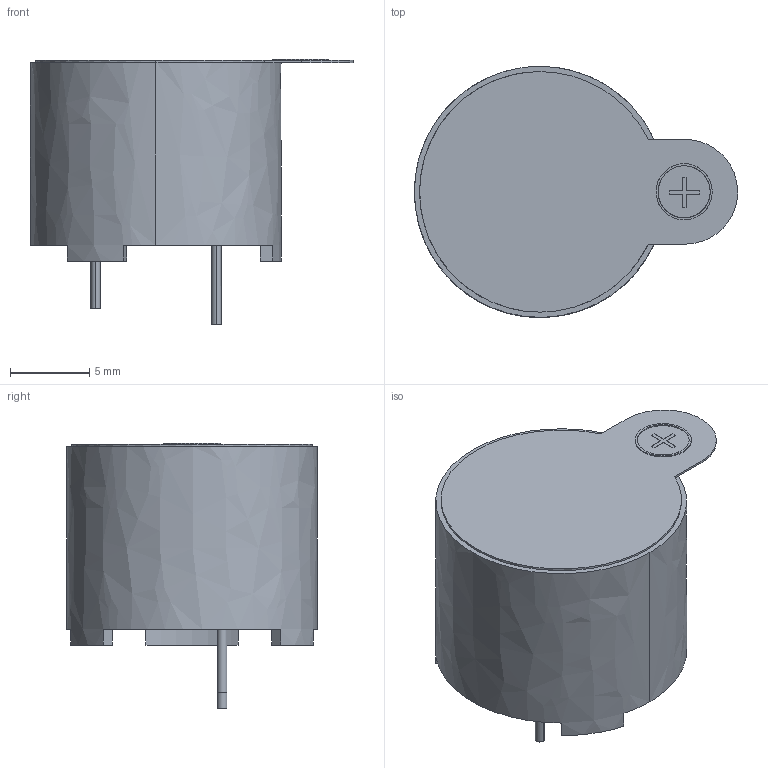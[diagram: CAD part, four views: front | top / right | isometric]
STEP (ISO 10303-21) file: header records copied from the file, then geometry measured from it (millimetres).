
FILE_DESCRIPTION(/* description */ (''),/* implementation_level */ '2;1');
FILE_NAME(/* name */ 'BUZZER~1',/* time_stamp */ '2019-11-20T21:34:19+01:00',/* author */ (''),/* organization */ (''),/* preprocessor_version */ 'ST-DEVELOPER v15',/* originating_system */ '',/* authorisation */ '');
FILE_SCHEMA (('AUTOMOTIVE_DESIGN'));
Length unit declared in the file: millimetre
Products named in the file (1): Document
Bounding box: 20.34 x 15.8 x 16.7 mm (x, y, z)
Surface area: 1077.1 mm2 (no closed solid volume)
Topology: 0 solids, 1 shells, 54 faces, 134 edges, 88 vertices
Faces by surface type: plane 33, bspline 21
Entity records: 1751 total; most frequent: CARTESIAN_POINT 879, ORIENTED_EDGE 264, EDGE_CURVE 134, VERTEX_POINT 88, B_SPLINE_CURVE_WITH_KNOTS 86, EDGE_LOOP 61, ADVANCED_FACE 54, FACE_OUTER_BOUND 54
